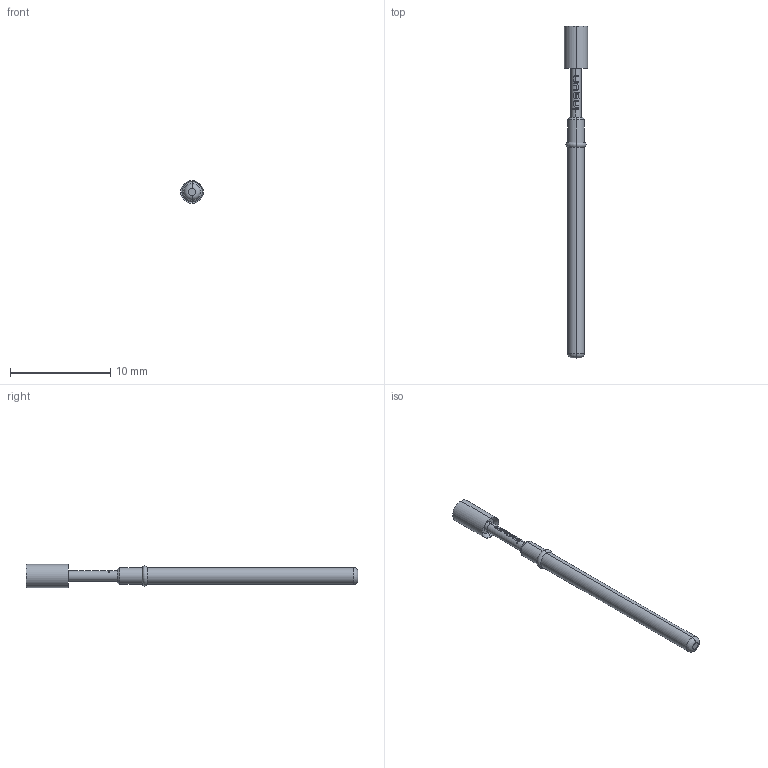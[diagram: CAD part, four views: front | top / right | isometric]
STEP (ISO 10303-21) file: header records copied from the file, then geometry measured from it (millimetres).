
FILE_DESCRIPTION (( 'STEP AP203' ), '1' );
FILE_NAME ('INGUN_GKS-112_006_230_A_xx03.STEP', '2020-08-24T08:33:32', ( '' ), ( '' ), 'SwSTEP 2.0', 'SolidWorks 2018', '' );
FILE_SCHEMA (( 'CONFIG_CONTROL_DESIGN' ));
Length unit declared in the file: millimetre
Products named in the file (1): INGUN_GKS-112_006_230_A_xx03
Bounding box: 2.3 x 33.1 x 2.3 mm (x, y, z)
Volume: 68.6 mm3; surface area: 195.9 mm2
Topology: 1 solids, 1 shells, 179 faces, 442 edges, 271 vertices
Faces by surface type: plane 87, bspline 37, cylinder 33, cone 18, torus 4
Entity records: 6261 total; most frequent: CARTESIAN_POINT 2662, ORIENTED_EDGE 884, DIRECTION 500, EDGE_CURVE 442, VERTEX_POINT 271, B_SPLINE_CURVE_WITH_KNOTS 222, AXIS2_PLACEMENT_3D 193, EDGE_LOOP 185
